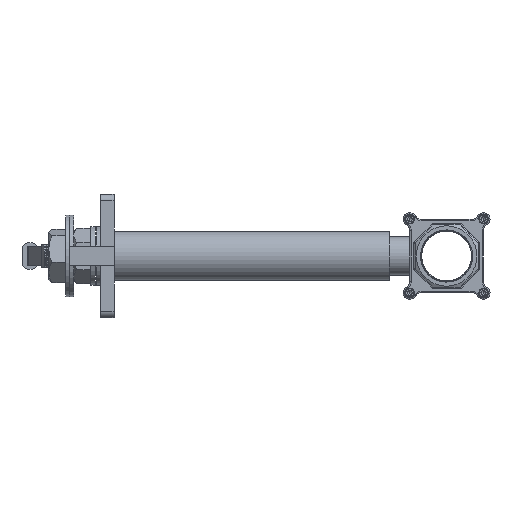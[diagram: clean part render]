
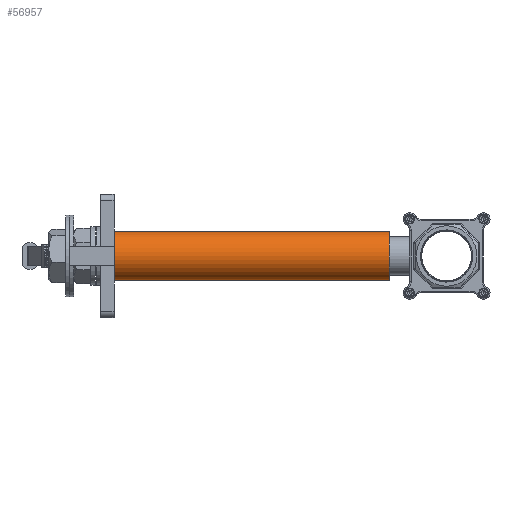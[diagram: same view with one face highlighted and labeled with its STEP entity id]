
A CAD part, left-side view. The second image highlights one B-rep face of the part: STEP entity #56957.
In plain terms, the highlighted cylindrical face has radius 18.517 mm (diameter 37.033 mm), a partial arc.
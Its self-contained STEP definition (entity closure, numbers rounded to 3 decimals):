
#26 = DIRECTION ( 'NONE',  ( 0., -1., 0. ) ) ;
#1880 = CARTESIAN_POINT ( 'NONE',  ( 0., 43.67, 18.517 ) ) ;
#2674 = AXIS2_PLACEMENT_3D ( 'NONE', #18139, #83021, #70894 ) ;
#15675 = AXIS2_PLACEMENT_3D ( 'NONE', #46332, #26, #26856 ) ;
#17951 = VERTEX_POINT ( 'NONE', #43277 ) ;
#18139 = CARTESIAN_POINT ( 'NONE',  ( 0., 253., 0. ) ) ;
#18735 = EDGE_CURVE ( 'NONE', #24163, #17951, #48268, .T. ) ;
#19243 = ORIENTED_EDGE ( 'NONE', *, *, #58211, .F. ) ;
#22040 = FACE_OUTER_BOUND ( 'NONE', #64506, .T. ) ;
#23838 = EDGE_CURVE ( 'NONE', #43201, #77621, #79167, .T. ) ;
#24163 = VERTEX_POINT ( 'NONE', #78745 ) ;
#26856 = DIRECTION ( 'NONE',  ( 0., 0., -1. ) ) ;
#27075 = CARTESIAN_POINT ( 'NONE',  ( 0., 0., -18.517 ) ) ;
#31944 = DIRECTION ( 'NONE',  ( 0., -1., 0. ) ) ;
#34177 = CYLINDRICAL_SURFACE ( 'NONE', #45768, 18.517 ) ;
#38430 = CARTESIAN_POINT ( 'NONE',  ( 0., 0., 18.517 ) ) ;
#40278 = VECTOR ( 'NONE', #31944, 1000. ) ;
#43201 = VERTEX_POINT ( 'NONE', #1880 ) ;
#43277 = CARTESIAN_POINT ( 'NONE',  ( 0., 253., -18.517 ) ) ;
#43504 = ORIENTED_EDGE ( 'NONE', *, *, #68862, .T. ) ;
#44475 = VECTOR ( 'NONE', #79391, 1000. ) ;
#45768 = AXIS2_PLACEMENT_3D ( 'NONE', #53655, #54933, #53221 ) ;
#46332 = CARTESIAN_POINT ( 'NONE',  ( 0., 43.67, 0. ) ) ;
#48268 = CIRCLE ( 'NONE', #2674, 18.517 ) ;
#53221 = DIRECTION ( 'NONE',  ( 0., 0., -1. ) ) ;
#53655 = CARTESIAN_POINT ( 'NONE',  ( 0., 0., 0. ) ) ;
#54933 = DIRECTION ( 'NONE',  ( 0., -1., 0. ) ) ;
#56957 = ADVANCED_FACE ( 'NONE', ( #22040 ), #34177, .T. ) ;
#58211 = EDGE_CURVE ( 'NONE', #24163, #43201, #65219, .T. ) ;
#60068 = ORIENTED_EDGE ( 'NONE', *, *, #23838, .F. ) ;
#61654 = LINE ( 'NONE', #27075, #44475 ) ;
#64506 = EDGE_LOOP ( 'NONE', ( #19243, #72362, #43504, #60068 ) ) ;
#65219 = LINE ( 'NONE', #38430, #40278 ) ;
#68862 = EDGE_CURVE ( 'NONE', #17951, #77621, #61654, .T. ) ;
#70894 = DIRECTION ( 'NONE',  ( 0., 0., -1. ) ) ;
#72362 = ORIENTED_EDGE ( 'NONE', *, *, #18735, .T. ) ;
#77621 = VERTEX_POINT ( 'NONE', #78069 ) ;
#78069 = CARTESIAN_POINT ( 'NONE',  ( 0., 43.67, -18.517 ) ) ;
#78745 = CARTESIAN_POINT ( 'NONE',  ( 0., 253., 18.517 ) ) ;
#79167 = CIRCLE ( 'NONE', #15675, 18.517 ) ;
#79391 = DIRECTION ( 'NONE',  ( 0., -1., 0. ) ) ;
#83021 = DIRECTION ( 'NONE',  ( 0., -1., 0. ) ) ;
